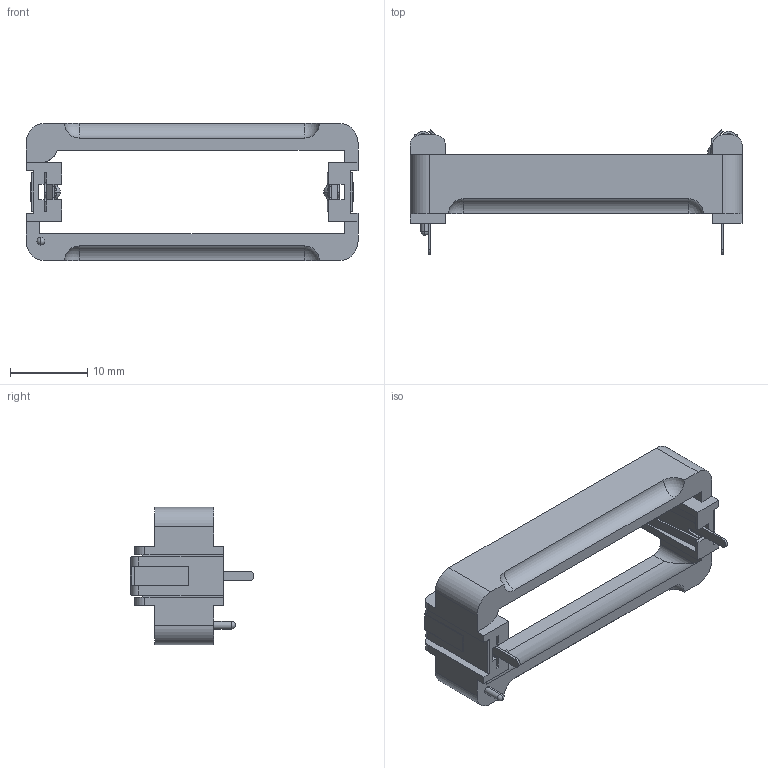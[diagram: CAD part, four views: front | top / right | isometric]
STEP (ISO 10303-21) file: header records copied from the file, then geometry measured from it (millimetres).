
FILE_DESCRIPTION (( 'STEP AP214' ), '1' );
FILE_NAME ('BH123A.STEP', '2019-10-08T09:12:30', ( '' ), ( '' ), 'SwSTEP 2.0', 'SolidWorks 2017', '' );
FILE_SCHEMA (( 'AUTOMOTIVE_DESIGN' ));
Length unit declared in the file: millimetre
Products named in the file (1): BH123A
Bounding box: 43 x 16.06 x 17.78 mm (x, y, z)
Volume: 1460.4 mm3; surface area: 3299.7 mm2
Topology: 3 solids, 3 shells, 224 faces, 617 edges, 387 vertices
Faces by surface type: plane 147, cylinder 63, sphere 10, torus 4
Entity records: 7082 total; most frequent: CARTESIAN_POINT 1262, ORIENTED_EDGE 1218, DIRECTION 1202, EDGE_CURVE 609, LINE 456, VECTOR 456, VERTEX_POINT 385, AXIS2_PLACEMENT_3D 373
